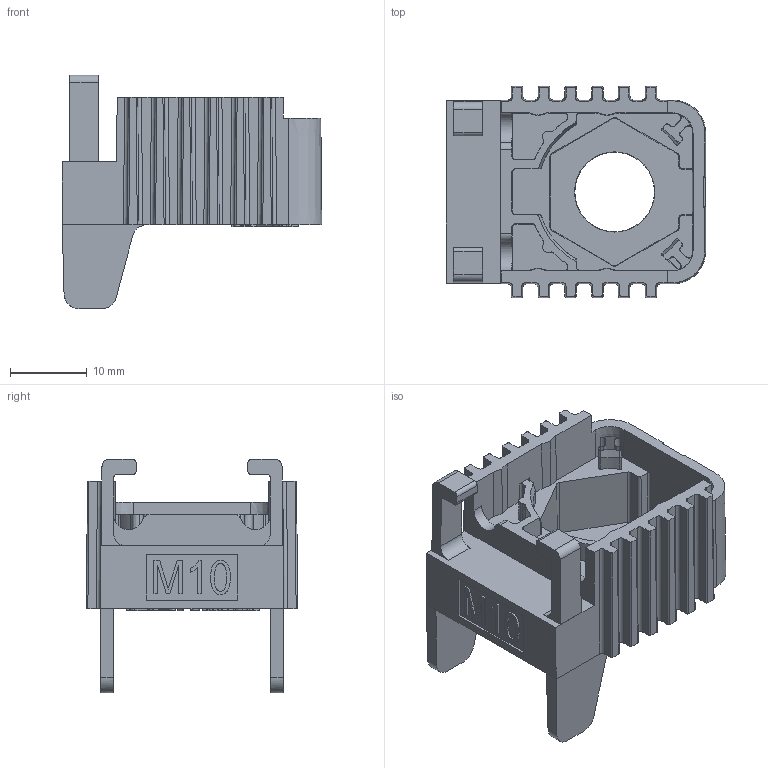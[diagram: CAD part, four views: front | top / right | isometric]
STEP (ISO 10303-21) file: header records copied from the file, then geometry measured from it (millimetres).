
FILE_DESCRIPTION(/* description */ (''),/* implementation_level */ '2;1');
FILE_NAME(/* name */ 'FILE_STP_CAD_DRAWING_3d_BFX8608_prt.stp',/* time_stamp */ '2023-03-03T13:27:08+01:00',/* author */ (''),/* organization */ (''),/* preprocessor_version */ 'ST-DEVELOPER v16.7',/* originating_system */ 'SIEMENS PLM Software NX 12.0',/* authorisation */ '');
FILE_SCHEMA (('AUTOMOTIVE_DESIGN { 1 0 10303 214 3 1 1 1 }'));
Length unit declared in the file: millimetre
Products named in the file (1): 3d_BFX8608
Bounding box: 33.9 x 27.6 x 30.5 mm (x, y, z)
Surface area: 6701.9 mm2 (no closed solid volume)
Topology: 0 solids, 1 shells, 489 faces, 1383 edges, 919 vertices
Faces by surface type: plane 280, cylinder 113, bspline 36, cone 33, extrusion 27
Entity records: 18261 total; most frequent: CARTESIAN_POINT 5788, ORIENTED_EDGE 2739, DIRECTION 2360, EDGE_CURVE 1381, VERTEX_POINT 917, VECTOR 912, LINE 885, AXIS2_PLACEMENT_3D 724
